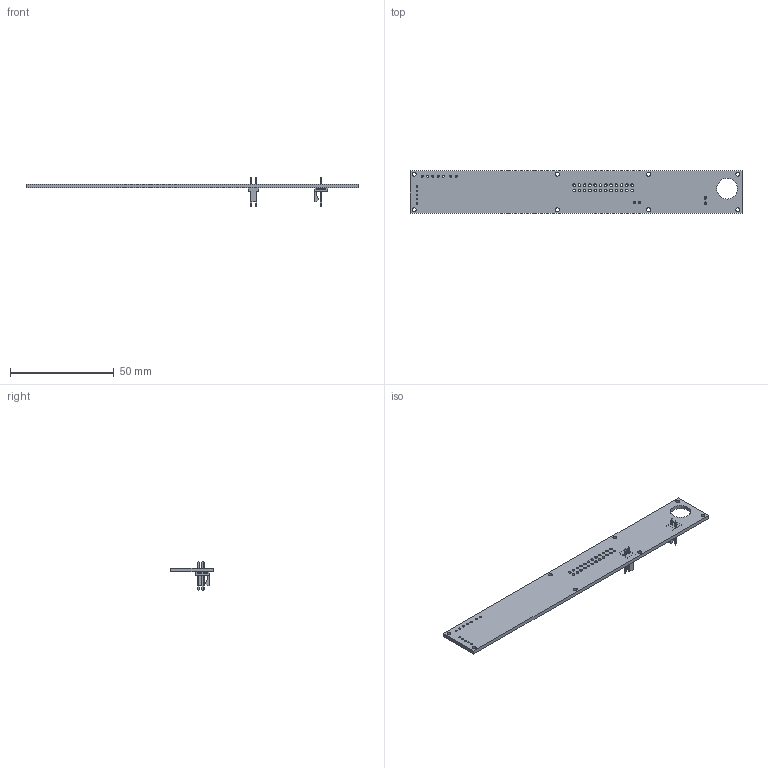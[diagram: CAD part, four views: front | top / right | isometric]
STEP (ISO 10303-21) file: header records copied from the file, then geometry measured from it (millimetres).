
FILE_DESCRIPTION(('KiCad electronic assembly'),'2;1');
FILE_NAME('dock_rs232_fix.step','2022-09-08T14:13:12',('Pcbnew'),( 'Kicad'),'Open CASCADE STEP processor 7.6','KiCad to STEP converter' ,'Unknown');
FILE_SCHEMA(('AUTOMOTIVE_DESIGN { 1 0 10303 214 1 1 1 1 }'));
Length unit declared in the file: millimetre
Products named in the file (4): dock_rs232_fix 1; 171856-0102; COMPOUND; dock_rs232 PCB
Assembly tree (4 placements, depth 3):
  dock_rs232_fix 1
    171856-0102  x2
      COMPOUND
    dock_rs232 PCB
Bounding box: 160 x 20.7 x 14.22 mm (x, y, z)
Volume: 5923.4 mm3; surface area: 7891.2 mm2
Topology: 3 solids, 3 shells, 191 faces, 495 edges, 330 vertices
Faces by surface type: bspline 136, cylinder 49, plane 6
Full cylindrical faces by diameter (mm): 0.8 x5, 1 x7, 1.2 x4, 1.25 x24, 1.9 x8, 10 x1
Entity records: 8112 total; most frequent: CARTESIAN_POINT 2629, ORIENTED_EDGE 646, PCURVE 646, DEFINITIONAL_REPRESENTATION 646, DIRECTION 597, B_SPLINE_CURVE_WITH_KNOTS 488, EDGE_CURVE 323, LINE 281
